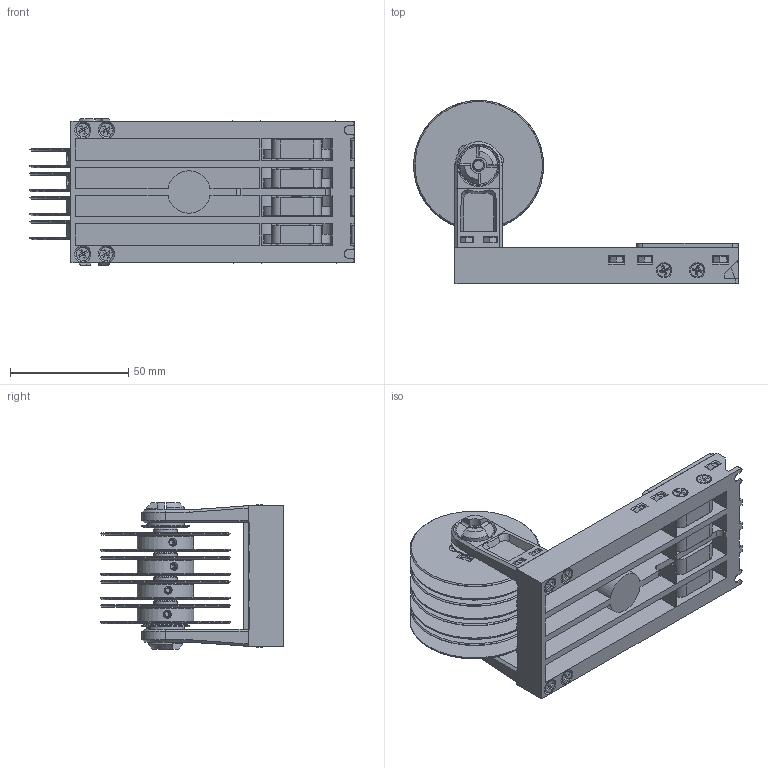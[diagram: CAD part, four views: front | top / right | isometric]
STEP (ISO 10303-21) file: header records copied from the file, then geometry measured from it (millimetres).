
FILE_DESCRIPTION(/* description */ ('Alibre Inc.'),/* implementation_level */ '2;1');
FILE_NAME(/* name */ 'export0',/* time_stamp */ '2015-07-11T14:26:32+12:00',/* author */ (''),/* organization */ (''),/* preprocessor_version */ 'ST-DEVELOPER v14',/* originating_system */ 'Alibre',/* authorisation */ '');
FILE_SCHEMA (('CONFIG_CONTROL_DESIGN'));
Length unit declared in the file: centimetre
Products named in the file (17): ID_1; ID_2; ID_3; ID_4; ID_5; ID_6; ID_7; DRSM-M5-55L; ID_8; ID_9; ID_10; ID_11
Bounding box: 137.48 x 77.5 x 62 mm (x, y, z)
Volume: 100624.4 mm3; surface area: 103830 mm2
Topology: 78 solids, 78 shells, 1774 faces, 4283 edges, 2754 vertices
Faces by surface type: plane 1257, cylinder 279, cone 144, bspline 70, torus 12, extrusion 12
Full cylindrical faces by diameter (mm): 1.6 x4, 3 x58, 3.35 x8, 3.5 x62, 5 x1, 5.2 x2, 5.3 x4, 6 x4, 10 x4, 12.7 x2, 16 x2, 17 x2, 20 x2, 24 x4
Entity records: 26051 total; most frequent: CARTESIAN_POINT 7945, ORIENTED_EDGE 3124, DIRECTION 2864, EDGE_CURVE 1562, AXIS2_PLACEMENT_3D 1111, VECTOR 1053, VERTEX_POINT 1049, LINE 1044
